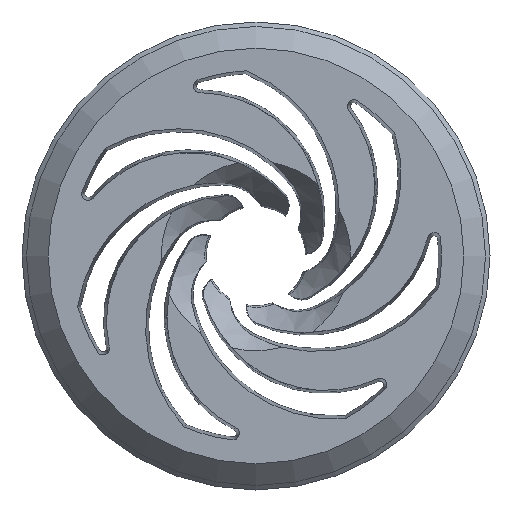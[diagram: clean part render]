
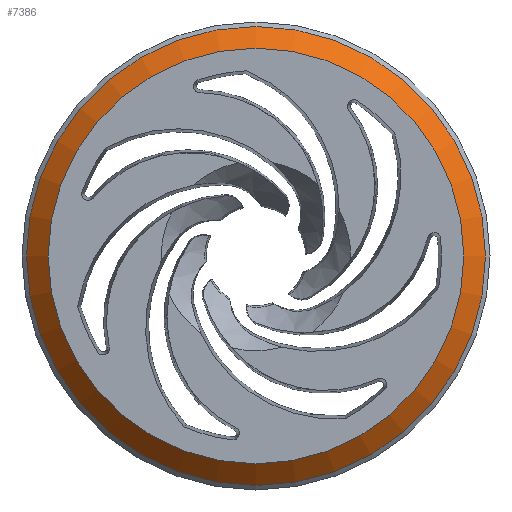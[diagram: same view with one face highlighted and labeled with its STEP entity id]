
A CAD part, front view. The second image highlights one B-rep face of the part: STEP entity #7386.
In plain terms, the highlighted conical face has half-angle 45 degrees and reference radius 15.367 mm.
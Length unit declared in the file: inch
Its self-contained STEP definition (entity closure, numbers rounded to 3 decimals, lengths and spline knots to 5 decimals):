
#692=FACE_OUTER_BOUND('',#1117,.T.);
#1117=EDGE_LOOP('',(#4976,#4977,#4978,#4979));
#1563=LINE('',#10018,#2223);
#2223=VECTOR('',#8362,0.605);
#2887=CIRCLE('',#7837,0.635);
#2888=CIRCLE('',#7838,0.575);
#3046=VERTEX_POINT('',#10015);
#3047=VERTEX_POINT('',#10017);
#3812=EDGE_CURVE('',#3046,#3046,#2887,.T.);
#3813=EDGE_CURVE('',#3046,#3047,#1563,.T.);
#3814=EDGE_CURVE('',#3047,#3047,#2888,.T.);
#4976=ORIENTED_EDGE('',*,*,#3812,.F.);
#4977=ORIENTED_EDGE('',*,*,#3813,.T.);
#4978=ORIENTED_EDGE('',*,*,#3814,.F.);
#4979=ORIENTED_EDGE('',*,*,#3813,.F.);
#7266=CONICAL_SURFACE('',#7836,0.605,0.785);
#7386=ADVANCED_FACE('',(#692),#7266,.T.);
#7836=AXIS2_PLACEMENT_3D('',#10014,#8358,#8359);
#7837=AXIS2_PLACEMENT_3D('',#10016,#8360,#8361);
#7838=AXIS2_PLACEMENT_3D('',#10019,#8363,#8364);
#8358=DIRECTION('center_axis',(0.,1.,0.));
#8359=DIRECTION('ref_axis',(0.,0.,1.));
#8360=DIRECTION('center_axis',(0.,1.,0.));
#8361=DIRECTION('ref_axis',(1.,0.,0.));
#8362=DIRECTION('',(0.,-0.707,0.707));
#8363=DIRECTION('center_axis',(0.,-1.,0.));
#8364=DIRECTION('ref_axis',(0.,0.,-1.));
#10014=CARTESIAN_POINT('Origin',(0.,-0.2825,0.));
#10015=CARTESIAN_POINT('',(0.,-0.2525,-0.635));
#10016=CARTESIAN_POINT('Origin',(0.,-0.2525,0.));
#10017=CARTESIAN_POINT('',(0.,-0.3125,-0.575));
#10018=CARTESIAN_POINT('',(0.,-0.2825,-0.605));
#10019=CARTESIAN_POINT('Origin',(0.,-0.3125,0.));
